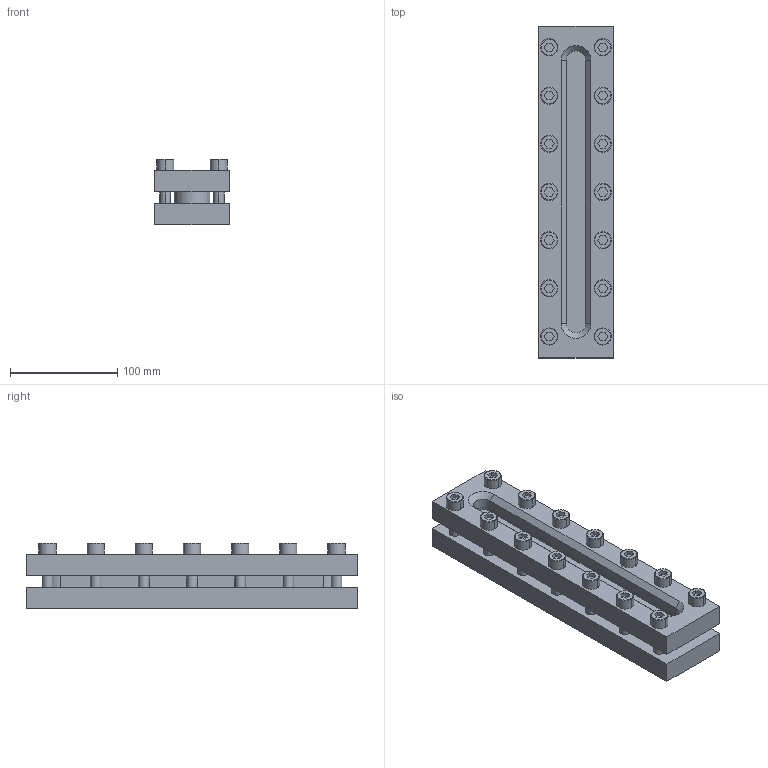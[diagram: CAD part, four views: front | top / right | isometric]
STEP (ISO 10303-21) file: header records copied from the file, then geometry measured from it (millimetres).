
FILE_DESCRIPTION (( 'STEP AP214' ), '1' );
FILE_NAME ('BS03_04_Behälter-Schauglas.STEP', '2020-09-15T08:00:13', ( '' ), ( '' ), 'SwSTEP 2.0', 'SolidWorks 2020', '' );
FILE_SCHEMA (( 'AUTOMOTIVE_DESIGN' ));
Length unit declared in the file: millimetre
Products named in the file (6): BS03-01-04_Grundflansch; DIN 912 M10x40; BS03_04_Behälter-Schauglas; BS03-04-04_Dichtung; BS03-02-04_Deckelflansch; BS03-03-04_Glasplatte
Assembly tree (19 placements, depth 2):
  BS03_04_Behälter-Schauglas
    BS03-01-04_Grundflansch
    BS03-04-04_Dichtung  x2
    BS03-03-04_Glasplatte
    BS03-02-04_Deckelflansch
    DIN 912 M10x40  x14
Bounding box: 70 x 310 x 61 mm (x, y, z)
Volume: 818286.1 mm3; surface area: 216507.8 mm2
Topology: 19 solids, 19 shells, 476 faces, 1069 edges, 648 vertices
Faces by surface type: plane 188, cylinder 142, cone 86, torus 60
Entity records: 6603 total; most frequent: CARTESIAN_POINT 1143, DIRECTION 1095, ORIENTED_EDGE 942, EDGE_CURVE 471, AXIS2_PLACEMENT_3D 430, VERTEX_POINT 294, EDGE_LOOP 259, LINE 235
